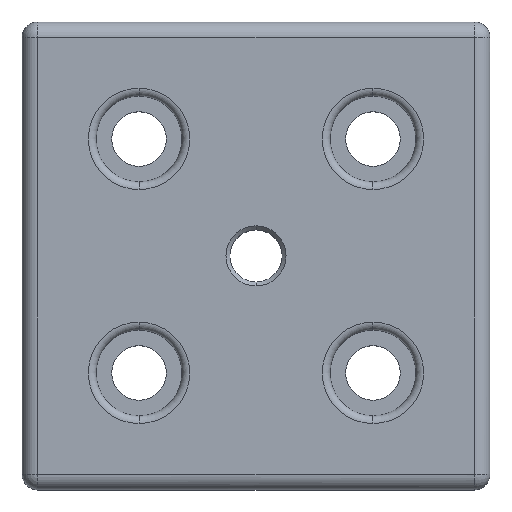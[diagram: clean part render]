
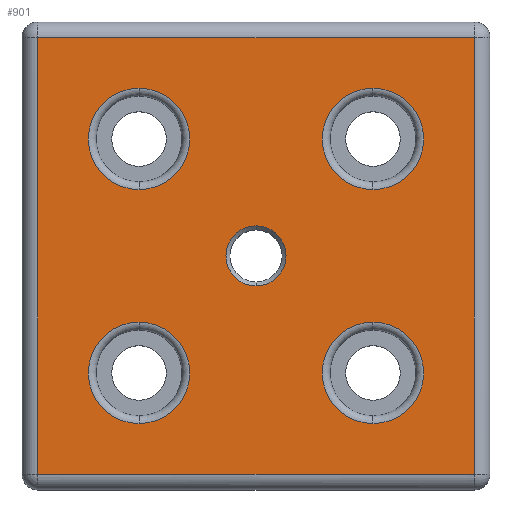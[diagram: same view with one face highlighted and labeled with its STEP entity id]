
A CAD part, top view. The second image highlights one B-rep face of the part: STEP entity #901.
In plain terms, the highlighted planar face has unit normal (0, 0, 1).
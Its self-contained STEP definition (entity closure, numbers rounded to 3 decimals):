
#46 = VERTEX_POINT ( 'NONE', #3980 ) ;
#115 = VERTEX_POINT ( 'NONE', #3477 ) ;
#255 = LINE ( 'NONE', #3857, #275 ) ;
#275 = VECTOR ( 'NONE', #3394, 1000. ) ;
#303 = CARTESIAN_POINT ( 'NONE',  ( 15., -15., 12. ) ) ;
#414 = CARTESIAN_POINT ( 'NONE',  ( 15., -21.5, 12. ) ) ;
#539 = DIRECTION ( 'NONE',  ( 0., -1., 0. ) ) ;
#566 = DIRECTION ( 'NONE',  ( 0., 0., 1. ) ) ;
#573 = CARTESIAN_POINT ( 'NONE',  ( 0., 0., 12. ) ) ;
#740 = CIRCLE ( 'NONE', #4331, 3.85 ) ;
#771 = DIRECTION ( 'NONE',  ( 0., 1., 0. ) ) ;
#772 = CIRCLE ( 'NONE', #4769, 6.5 ) ;
#803 = CARTESIAN_POINT ( 'NONE',  ( 15., 8.5, 12. ) ) ;
#817 = CIRCLE ( 'NONE', #4681, 6.5 ) ;
#872 = CIRCLE ( 'NONE', #2775, 6.5 ) ;
#901 = ADVANCED_FACE ( 'NONE', ( #4832, #3459, #4211, #2849, #3624, #3270 ), #2809, .F. ) ;
#1113 = ORIENTED_EDGE ( 'NONE', *, *, #5941, .F. ) ;
#1121 = ORIENTED_EDGE ( 'NONE', *, *, #2480, .F. ) ;
#1133 = DIRECTION ( 'NONE',  ( 0., 1., 0. ) ) ;
#1142 = DIRECTION ( 'NONE',  ( 0., 0., 1. ) ) ;
#1154 = CARTESIAN_POINT ( 'NONE',  ( 15., 15., 12. ) ) ;
#1365 = CIRCLE ( 'NONE', #4547, 3.85 ) ;
#1386 = VERTEX_POINT ( 'NONE', #3492 ) ;
#1556 = CARTESIAN_POINT ( 'NONE',  ( -15., 8.5, 12. ) ) ;
#1650 = ORIENTED_EDGE ( 'NONE', *, *, #3904, .F. ) ;
#1948 = VERTEX_POINT ( 'NONE', #414 ) ;
#2020 = EDGE_LOOP ( 'NONE', ( #3503, #1113 ) ) ;
#2125 = VERTEX_POINT ( 'NONE', #2726 ) ;
#2256 = EDGE_CURVE ( 'NONE', #115, #2265, #3449, .T. ) ;
#2265 = VERTEX_POINT ( 'NONE', #3867 ) ;
#2321 = CARTESIAN_POINT ( 'NONE',  ( 15., 21.5, 12. ) ) ;
#2374 = DIRECTION ( 'NONE',  ( 0., 0., 1. ) ) ;
#2376 = CARTESIAN_POINT ( 'NONE',  ( -15., 15., 12. ) ) ;
#2470 = EDGE_CURVE ( 'NONE', #46, #4850, #740, .T. ) ;
#2476 = EDGE_CURVE ( 'NONE', #2265, #115, #3472, .T. ) ;
#2478 = AXIS2_PLACEMENT_3D ( 'NONE', #2797, #2821, #2796 ) ;
#2480 = EDGE_CURVE ( 'NONE', #3724, #1948, #772, .T. ) ;
#2488 = EDGE_CURVE ( 'NONE', #5574, #4920, #3776, .T. ) ;
#2494 = EDGE_CURVE ( 'NONE', #4543, #3055, #3819, .T. ) ;
#2511 = EDGE_CURVE ( 'NONE', #1386, #4606, #4353, .T. ) ;
#2514 = EDGE_CURVE ( 'NONE', #4606, #3177, #4674, .T. ) ;
#2525 = EDGE_CURVE ( 'NONE', #3177, #2125, #2822, .T. ) ;
#2539 = EDGE_CURVE ( 'NONE', #2125, #1386, #255, .T. ) ;
#2671 = CARTESIAN_POINT ( 'NONE',  ( -28., 28., 12. ) ) ;
#2682 = CARTESIAN_POINT ( 'NONE',  ( 15., -8.5, 12. ) ) ;
#2685 = DIRECTION ( 'NONE',  ( 0., 0., 1. ) ) ;
#2726 = CARTESIAN_POINT ( 'NONE',  ( 28., 28., 12. ) ) ;
#2764 = EDGE_CURVE ( 'NONE', #1948, #3724, #817, .T. ) ;
#2775 = AXIS2_PLACEMENT_3D ( 'NONE', #1154, #1142, #1133 ) ;
#2796 = DIRECTION ( 'NONE',  ( -1., 0., 0. ) ) ;
#2797 = CARTESIAN_POINT ( 'NONE',  ( 30., 30., 12. ) ) ;
#2804 = EDGE_LOOP ( 'NONE', ( #4825, #3417 ) ) ;
#2809 = PLANE ( 'NONE',  #2478 ) ;
#2813 = VECTOR ( 'NONE', #4178, 1000. ) ;
#2821 = DIRECTION ( 'NONE',  ( 0., 0., -1. ) ) ;
#2822 = LINE ( 'NONE', #4152, #4074 ) ;
#2849 = FACE_BOUND ( 'NONE', #4976, .T. ) ;
#3055 = VERTEX_POINT ( 'NONE', #1556 ) ;
#3177 = VERTEX_POINT ( 'NONE', #2671 ) ;
#3270 = FACE_BOUND ( 'NONE', #5055, .T. ) ;
#3336 = CIRCLE ( 'NONE', #5109, 6.5 ) ;
#3388 = CARTESIAN_POINT ( 'NONE',  ( 0., 3.85, 12. ) ) ;
#3394 = DIRECTION ( 'NONE',  ( 0., -1., 0. ) ) ;
#3417 = ORIENTED_EDGE ( 'NONE', *, *, #2256, .F. ) ;
#3437 = ORIENTED_EDGE ( 'NONE', *, *, #2764, .F. ) ;
#3449 = CIRCLE ( 'NONE', #4946, 6.5 ) ;
#3459 = FACE_BOUND ( 'NONE', #5747, .T. ) ;
#3472 = CIRCLE ( 'NONE', #4810, 6.5 ) ;
#3477 = CARTESIAN_POINT ( 'NONE',  ( -15., -21.5, 12. ) ) ;
#3492 = CARTESIAN_POINT ( 'NONE',  ( 28., -28., 12. ) ) ;
#3503 = ORIENTED_EDGE ( 'NONE', *, *, #2488, .F. ) ;
#3624 = FACE_BOUND ( 'NONE', #2804, .T. ) ;
#3626 = ORIENTED_EDGE ( 'NONE', *, *, #2494, .F. ) ;
#3724 = VERTEX_POINT ( 'NONE', #2682 ) ;
#3776 = CIRCLE ( 'NONE', #4189, 6.5 ) ;
#3778 = ORIENTED_EDGE ( 'NONE', *, *, #5504, .F. ) ;
#3819 = CIRCLE ( 'NONE', #4179, 6.5 ) ;
#3857 = CARTESIAN_POINT ( 'NONE',  ( 28., 30., 12. ) ) ;
#3867 = CARTESIAN_POINT ( 'NONE',  ( -15., -8.5, 12. ) ) ;
#3875 = CARTESIAN_POINT ( 'NONE',  ( -28., -28., 12. ) ) ;
#3904 = EDGE_CURVE ( 'NONE', #4850, #46, #1365, .T. ) ;
#3954 = DIRECTION ( 'NONE',  ( 0., 1., 0. ) ) ;
#3980 = CARTESIAN_POINT ( 'NONE',  ( 0., -3.85, 12. ) ) ;
#4011 = DIRECTION ( 'NONE',  ( 0., 1., 0. ) ) ;
#4045 = DIRECTION ( 'NONE',  ( 0., 0., 1. ) ) ;
#4052 = CARTESIAN_POINT ( 'NONE',  ( -15., 21.5, 12. ) ) ;
#4074 = VECTOR ( 'NONE', #4196, 1000. ) ;
#4085 = CARTESIAN_POINT ( 'NONE',  ( -15., -15., 12. ) ) ;
#4152 = CARTESIAN_POINT ( 'NONE',  ( 30., 28., 12. ) ) ;
#4178 = DIRECTION ( 'NONE',  ( 0., 1., 0. ) ) ;
#4179 = AXIS2_PLACEMENT_3D ( 'NONE', #4535, #4528, #4510 ) ;
#4181 = VECTOR ( 'NONE', #4548, 1000. ) ;
#4189 = AXIS2_PLACEMENT_3D ( 'NONE', #4634, #4620, #4574 ) ;
#4196 = DIRECTION ( 'NONE',  ( 1., 0., 0. ) ) ;
#4211 = FACE_BOUND ( 'NONE', #2020, .T. ) ;
#4331 = AXIS2_PLACEMENT_3D ( 'NONE', #5551, #5534, #5241 ) ;
#4353 = LINE ( 'NONE', #4557, #4181 ) ;
#4479 = CARTESIAN_POINT ( 'NONE',  ( -28., 30., 12. ) ) ;
#4510 = DIRECTION ( 'NONE',  ( 0., 1., 0. ) ) ;
#4528 = DIRECTION ( 'NONE',  ( 0., 0., 1. ) ) ;
#4535 = CARTESIAN_POINT ( 'NONE',  ( -15., 15., 12. ) ) ;
#4543 = VERTEX_POINT ( 'NONE', #4052 ) ;
#4547 = AXIS2_PLACEMENT_3D ( 'NONE', #573, #566, #539 ) ;
#4548 = DIRECTION ( 'NONE',  ( -1., 0., 0. ) ) ;
#4557 = CARTESIAN_POINT ( 'NONE',  ( 30., -28., 12. ) ) ;
#4574 = DIRECTION ( 'NONE',  ( 0., 1., 0. ) ) ;
#4606 = VERTEX_POINT ( 'NONE', #3875 ) ;
#4620 = DIRECTION ( 'NONE',  ( 0., 0., 1. ) ) ;
#4634 = CARTESIAN_POINT ( 'NONE',  ( 15., 15., 12. ) ) ;
#4674 = LINE ( 'NONE', #4479, #2813 ) ;
#4681 = AXIS2_PLACEMENT_3D ( 'NONE', #303, #2685, #771 ) ;
#4769 = AXIS2_PLACEMENT_3D ( 'NONE', #4887, #4866, #4826 ) ;
#4810 = AXIS2_PLACEMENT_3D ( 'NONE', #5153, #5140, #4966 ) ;
#4825 = ORIENTED_EDGE ( 'NONE', *, *, #2476, .F. ) ;
#4826 = DIRECTION ( 'NONE',  ( 0., 1., 0. ) ) ;
#4832 = FACE_OUTER_BOUND ( 'NONE', #5251, .T. ) ;
#4850 = VERTEX_POINT ( 'NONE', #3388 ) ;
#4866 = DIRECTION ( 'NONE',  ( 0., 0., 1. ) ) ;
#4887 = CARTESIAN_POINT ( 'NONE',  ( 15., -15., 12. ) ) ;
#4903 = ORIENTED_EDGE ( 'NONE', *, *, #2514, .F. ) ;
#4920 = VERTEX_POINT ( 'NONE', #803 ) ;
#4939 = ORIENTED_EDGE ( 'NONE', *, *, #2511, .F. ) ;
#4946 = AXIS2_PLACEMENT_3D ( 'NONE', #4085, #4045, #4011 ) ;
#4961 = ORIENTED_EDGE ( 'NONE', *, *, #2539, .F. ) ;
#4966 = DIRECTION ( 'NONE',  ( 0., 1., 0. ) ) ;
#4976 = EDGE_LOOP ( 'NONE', ( #1121, #3437 ) ) ;
#5055 = EDGE_LOOP ( 'NONE', ( #6028, #1650 ) ) ;
#5109 = AXIS2_PLACEMENT_3D ( 'NONE', #2376, #2374, #3954 ) ;
#5140 = DIRECTION ( 'NONE',  ( 0., 0., 1. ) ) ;
#5153 = CARTESIAN_POINT ( 'NONE',  ( -15., -15., 12. ) ) ;
#5241 = DIRECTION ( 'NONE',  ( 0., -1., 0. ) ) ;
#5251 = EDGE_LOOP ( 'NONE', ( #6023, #4903, #4939, #4961 ) ) ;
#5504 = EDGE_CURVE ( 'NONE', #3055, #4543, #3336, .T. ) ;
#5534 = DIRECTION ( 'NONE',  ( 0., 0., 1. ) ) ;
#5551 = CARTESIAN_POINT ( 'NONE',  ( 0., 0., 12. ) ) ;
#5574 = VERTEX_POINT ( 'NONE', #2321 ) ;
#5747 = EDGE_LOOP ( 'NONE', ( #3626, #3778 ) ) ;
#5941 = EDGE_CURVE ( 'NONE', #4920, #5574, #872, .T. ) ;
#6023 = ORIENTED_EDGE ( 'NONE', *, *, #2525, .F. ) ;
#6028 = ORIENTED_EDGE ( 'NONE', *, *, #2470, .F. ) ;
